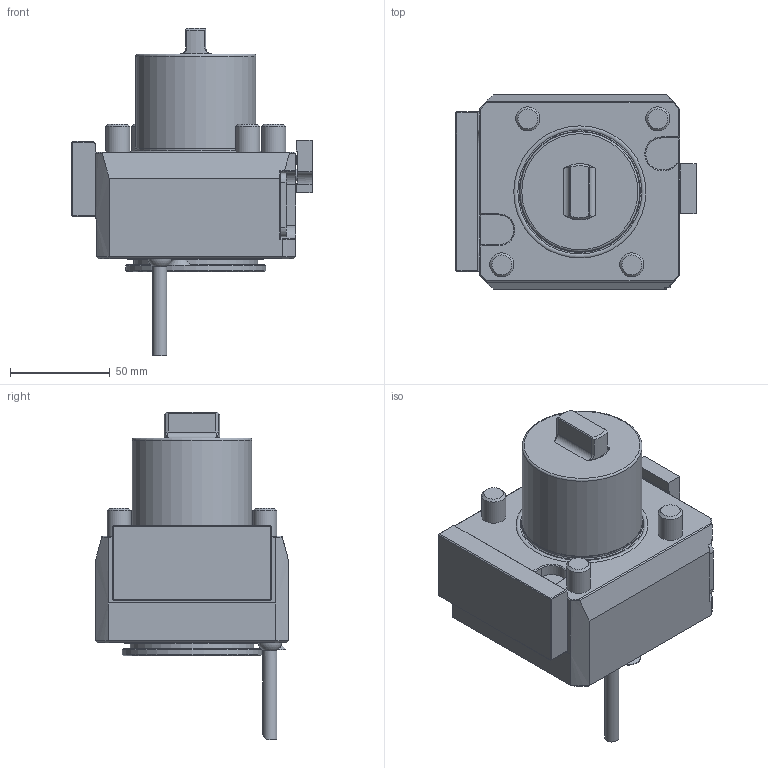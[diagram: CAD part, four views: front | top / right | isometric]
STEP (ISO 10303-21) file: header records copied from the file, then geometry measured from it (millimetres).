
FILE_DESCRIPTION(/* description */ ('Unknown'),/* implementation_level */ '2;1');
FILE_NAME(/* name */ 'C4_DNE_OK60A_I_C_SIM',/* time_stamp */ '2022-01-28T10:04:05+01:00',/* author */ ('KS'),/* organization */ ('WTO'),/* preprocessor_version */ 'ST-DEVELOPER v16.7',/* originating_system */ 'DEX',/* authorisation */ $);
FILE_SCHEMA (('AUTOMOTIVE_DESIGN {1 0 10303 214 3 1 1}'));
Length unit declared in the file: millimetre
Products named in the file (1): 114794_C4-DNE-OK60A-I-C_vereinfacht_STP_00444035
Bounding box: 120.2 x 97 x 164 mm (x, y, z)
Volume: 699962.9 mm3; surface area: 64584.3 mm2
Topology: 1 solids, 1 shells, 207 faces, 504 edges, 318 vertices
Faces by surface type: plane 124, cylinder 43, cone 31, bspline 5, torus 3, sphere 1
Full cylindrical faces by diameter (mm): 2.5 x1, 6 x2, 7 x1, 12 x5, 59.8 x1, 60 x1, 62 x1, 68 x1, 70 x1
Entity records: 14736 total; most frequent: CARTESIAN_POINT 10107, DIRECTION 934, ORIENTED_EDGE 912, EDGE_CURVE 456, AXIS2_PLACEMENT_3D 336, VERTEX_POINT 301, EDGE_LOOP 263, FACE_BOUND 263
